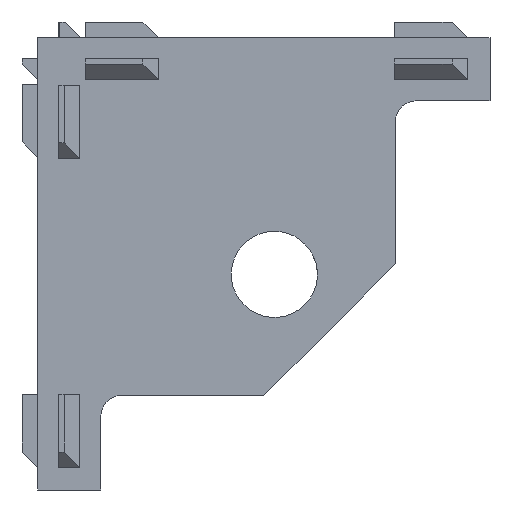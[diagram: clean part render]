
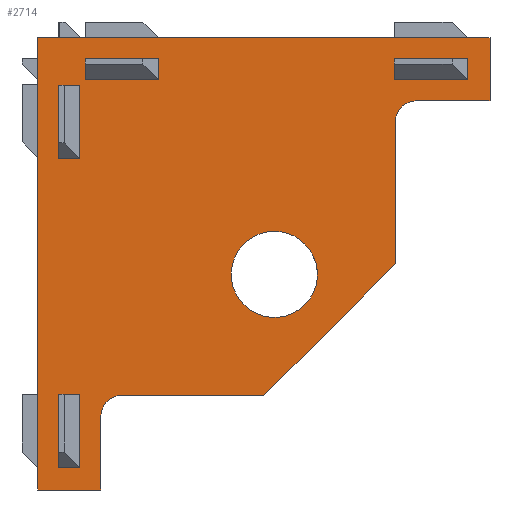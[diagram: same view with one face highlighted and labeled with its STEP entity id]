
A CAD part, left-side view. The second image highlights one B-rep face of the part: STEP entity #2714.
In plain terms, the highlighted planar face has unit normal (-1, 0, 0).
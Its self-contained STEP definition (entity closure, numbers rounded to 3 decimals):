
#35=FACE_BOUND('',#451,.T.);
#36=FACE_BOUND('',#452,.T.);
#37=FACE_BOUND('',#453,.T.);
#38=FACE_BOUND('',#454,.T.);
#39=FACE_BOUND('',#455,.T.);
#143=PLANE('',#2957);
#289=FACE_OUTER_BOUND('',#450,.T.);
#450=EDGE_LOOP('',(#2434,#2435,#2436,#2437,#2438,#2439,#2440,#2441,#2442,
#2443,#2444));
#451=EDGE_LOOP('',(#2445,#2446,#2447,#2448));
#452=EDGE_LOOP('',(#2449,#2450,#2451,#2452));
#453=EDGE_LOOP('',(#2453,#2454,#2455,#2456));
#454=EDGE_LOOP('',(#2457,#2458,#2459,#2460));
#455=EDGE_LOOP('',(#2461,#2462,#2463,#2464));
#565=LINE('',#4019,#845);
#570=LINE('',#4028,#850);
#573=LINE('',#4035,#853);
#575=LINE('',#4038,#855);
#577=LINE('',#4044,#857);
#582=LINE('',#4053,#862);
#585=LINE('',#4060,#865);
#587=LINE('',#4063,#867);
#664=LINE('',#4295,#944);
#667=LINE('',#4301,#947);
#671=LINE('',#4310,#951);
#675=LINE('',#4318,#955);
#679=LINE('',#4326,#959);
#681=LINE('',#4329,#961);
#684=LINE('',#4336,#964);
#686=LINE('',#4339,#966);
#740=LINE('',#4545,#1020);
#759=LINE('',#4583,#1039);
#769=LINE('',#4603,#1049);
#771=LINE('',#4608,#1051);
#774=LINE('',#4616,#1054);
#777=LINE('',#4620,#1057);
#781=LINE('',#4629,#1061);
#784=LINE('',#4651,#1064);
#785=LINE('',#4654,#1065);
#845=VECTOR('',#3140,1000.);
#850=VECTOR('',#3147,1000.);
#853=VECTOR('',#3154,1000.);
#855=VECTOR('',#3158,1000.);
#857=VECTOR('',#3162,1000.);
#862=VECTOR('',#3169,1000.);
#865=VECTOR('',#3176,1000.);
#867=VECTOR('',#3180,1000.);
#944=VECTOR('',#3377,1000.);
#947=VECTOR('',#3382,1000.);
#951=VECTOR('',#3388,1000.);
#955=VECTOR('',#3394,1000.);
#959=VECTOR('',#3402,1000.);
#961=VECTOR('',#3406,1000.);
#964=VECTOR('',#3413,1000.);
#966=VECTOR('',#3417,1000.);
#1020=VECTOR('',#3605,1000.);
#1039=VECTOR('',#3640,1000.);
#1049=VECTOR('',#3658,1000.);
#1051=VECTOR('',#3664,1000.);
#1054=VECTOR('',#3675,1000.);
#1057=VECTOR('',#3680,1000.);
#1061=VECTOR('',#3692,1000.);
#1064=VECTOR('',#3711,1000.);
#1065=VECTOR('',#3716,1000.);
#1073=CIRCLE('',#2747,4.1);
#1079=CIRCLE('',#2756,4.1);
#1103=CIRCLE('',#2892,4.1);
#1109=CIRCLE('',#2901,2.);
#1121=CIRCLE('',#2919,2.);
#1130=CIRCLE('',#2958,4.1);
#1159=VERTEX_POINT('',#3842);
#1160=VERTEX_POINT('',#3843);
#1171=VERTEX_POINT('',#3869);
#1172=VERTEX_POINT('',#3870);
#1214=VERTEX_POINT('',#4015);
#1216=VERTEX_POINT('',#4018);
#1219=VERTEX_POINT('',#4025);
#1221=VERTEX_POINT('',#4034);
#1222=VERTEX_POINT('',#4040);
#1224=VERTEX_POINT('',#4043);
#1227=VERTEX_POINT('',#4050);
#1229=VERTEX_POINT('',#4059);
#1283=VERTEX_POINT('',#4291);
#1285=VERTEX_POINT('',#4294);
#1287=VERTEX_POINT('',#4300);
#1289=VERTEX_POINT('',#4306);
#1291=VERTEX_POINT('',#4309);
#1294=VERTEX_POINT('',#4317);
#1296=VERTEX_POINT('',#4325);
#1298=VERTEX_POINT('',#4335);
#1332=VERTEX_POINT('',#4451);
#1333=VERTEX_POINT('',#4452);
#1348=VERTEX_POINT('',#4493);
#1349=VERTEX_POINT('',#4494);
#1356=VERTEX_POINT('',#4542);
#1357=VERTEX_POINT('',#4544);
#1368=VERTEX_POINT('',#4582);
#1374=VERTEX_POINT('',#4601);
#1375=VERTEX_POINT('',#4606);
#1376=VERTEX_POINT('',#4615);
#1378=VERTEX_POINT('',#4649);
#1406=EDGE_CURVE('',#1159,#1160,#1073,.T.);
#1418=EDGE_CURVE('',#1171,#1172,#1079,.T.);
#1471=EDGE_CURVE('',#1214,#1216,#565,.T.);
#1476=EDGE_CURVE('',#1216,#1219,#570,.T.);
#1479=EDGE_CURVE('',#1221,#1214,#573,.T.);
#1481=EDGE_CURVE('',#1219,#1221,#575,.T.);
#1483=EDGE_CURVE('',#1222,#1224,#577,.T.);
#1488=EDGE_CURVE('',#1224,#1227,#582,.T.);
#1491=EDGE_CURVE('',#1229,#1222,#585,.T.);
#1493=EDGE_CURVE('',#1227,#1229,#587,.T.);
#1591=EDGE_CURVE('',#1283,#1285,#664,.T.);
#1594=EDGE_CURVE('',#1287,#1283,#667,.T.);
#1598=EDGE_CURVE('',#1289,#1291,#671,.T.);
#1602=EDGE_CURVE('',#1291,#1294,#675,.T.);
#1606=EDGE_CURVE('',#1296,#1287,#679,.T.);
#1608=EDGE_CURVE('',#1285,#1296,#681,.T.);
#1611=EDGE_CURVE('',#1298,#1289,#684,.T.);
#1613=EDGE_CURVE('',#1294,#1298,#686,.T.);
#1660=EDGE_CURVE('',#1160,#1171,#1103,.T.);
#1668=EDGE_CURVE('',#1332,#1333,#1109,.T.);
#1688=EDGE_CURVE('',#1348,#1349,#1121,.T.);
#1702=EDGE_CURVE('',#1357,#1356,#740,.T.);
#1723=EDGE_CURVE('',#1332,#1368,#759,.T.);
#1734=EDGE_CURVE('',#1349,#1374,#769,.T.);
#1737=EDGE_CURVE('',#1374,#1375,#771,.T.);
#1742=EDGE_CURVE('',#1368,#1376,#774,.T.);
#1745=EDGE_CURVE('',#1348,#1356,#777,.T.);
#1750=EDGE_CURVE('',#1357,#1333,#781,.T.);
#1756=EDGE_CURVE('',#1375,#1378,#784,.T.);
#1758=EDGE_CURVE('',#1376,#1378,#785,.T.);
#1759=EDGE_CURVE('',#1172,#1159,#1130,.T.);
#2434=ORIENTED_EDGE('',*,*,#1756,.T.);
#2435=ORIENTED_EDGE('',*,*,#1758,.F.);
#2436=ORIENTED_EDGE('',*,*,#1742,.F.);
#2437=ORIENTED_EDGE('',*,*,#1723,.F.);
#2438=ORIENTED_EDGE('',*,*,#1668,.T.);
#2439=ORIENTED_EDGE('',*,*,#1750,.F.);
#2440=ORIENTED_EDGE('',*,*,#1702,.T.);
#2441=ORIENTED_EDGE('',*,*,#1745,.F.);
#2442=ORIENTED_EDGE('',*,*,#1688,.T.);
#2443=ORIENTED_EDGE('',*,*,#1734,.T.);
#2444=ORIENTED_EDGE('',*,*,#1737,.T.);
#2445=ORIENTED_EDGE('',*,*,#1613,.F.);
#2446=ORIENTED_EDGE('',*,*,#1602,.F.);
#2447=ORIENTED_EDGE('',*,*,#1598,.F.);
#2448=ORIENTED_EDGE('',*,*,#1611,.F.);
#2449=ORIENTED_EDGE('',*,*,#1493,.F.);
#2450=ORIENTED_EDGE('',*,*,#1488,.F.);
#2451=ORIENTED_EDGE('',*,*,#1483,.F.);
#2452=ORIENTED_EDGE('',*,*,#1491,.F.);
#2453=ORIENTED_EDGE('',*,*,#1471,.F.);
#2454=ORIENTED_EDGE('',*,*,#1479,.F.);
#2455=ORIENTED_EDGE('',*,*,#1481,.F.);
#2456=ORIENTED_EDGE('',*,*,#1476,.F.);
#2457=ORIENTED_EDGE('',*,*,#1608,.F.);
#2458=ORIENTED_EDGE('',*,*,#1591,.F.);
#2459=ORIENTED_EDGE('',*,*,#1594,.F.);
#2460=ORIENTED_EDGE('',*,*,#1606,.F.);
#2461=ORIENTED_EDGE('',*,*,#1660,.T.);
#2462=ORIENTED_EDGE('',*,*,#1418,.T.);
#2463=ORIENTED_EDGE('',*,*,#1759,.T.);
#2464=ORIENTED_EDGE('',*,*,#1406,.T.);
#2714=ADVANCED_FACE('',(#289,#35,#36,#37,#38,#39),#143,.F.);
#2747=AXIS2_PLACEMENT_3D('',#3844,#3027,#3028);
#2756=AXIS2_PLACEMENT_3D('',#3871,#3051,#3052);
#2892=AXIS2_PLACEMENT_3D('',#4434,#3519,#3520);
#2901=AXIS2_PLACEMENT_3D('',#4453,#3539,#3540);
#2919=AXIS2_PLACEMENT_3D('',#4495,#3583,#3584);
#2957=AXIS2_PLACEMENT_3D('',#4653,#3714,#3715);
#2958=AXIS2_PLACEMENT_3D('',#4655,#3717,#3718);
#3027=DIRECTION('center_axis',(1.,0.,0.));
#3028=DIRECTION('ref_axis',(0.,1.,0.));
#3051=DIRECTION('center_axis',(1.,0.,0.));
#3052=DIRECTION('ref_axis',(0.,1.,0.));
#3140=DIRECTION('',(0.,0.,1.));
#3147=DIRECTION('',(0.,1.,0.));
#3154=DIRECTION('',(0.,-1.,0.));
#3158=DIRECTION('',(0.,0.,-1.));
#3162=DIRECTION('',(0.,0.,1.));
#3169=DIRECTION('',(0.,1.,0.));
#3176=DIRECTION('',(0.,-1.,0.));
#3180=DIRECTION('',(0.,0.,-1.));
#3377=DIRECTION('',(0.,1.,0.));
#3382=DIRECTION('',(0.,0.,1.));
#3388=DIRECTION('',(0.,0.,1.));
#3394=DIRECTION('',(0.,1.,0.));
#3402=DIRECTION('',(0.,-1.,0.));
#3406=DIRECTION('',(0.,0.,-1.));
#3413=DIRECTION('',(0.,-1.,0.));
#3417=DIRECTION('',(0.,0.,-1.));
#3519=DIRECTION('center_axis',(1.,0.,0.));
#3520=DIRECTION('ref_axis',(0.,1.,0.));
#3539=DIRECTION('center_axis',(1.,0.,0.));
#3540=DIRECTION('ref_axis',(0.,1.,0.));
#3583=DIRECTION('center_axis',(1.,0.,0.));
#3584=DIRECTION('ref_axis',(0.,1.,0.));
#3605=DIRECTION('',(0.,0.707,0.707));
#3640=DIRECTION('',(0.,-1.,0.));
#3658=DIRECTION('',(0.,0.,1.));
#3664=DIRECTION('',(0.,1.,0.));
#3675=DIRECTION('',(0.,0.,-1.));
#3680=DIRECTION('',(0.,-1.,0.));
#3692=DIRECTION('',(0.,0.,-1.));
#3711=DIRECTION('',(0.,0.,-1.));
#3714=DIRECTION('center_axis',(1.,0.,0.));
#3715=DIRECTION('ref_axis',(0.,1.,0.));
#3716=DIRECTION('',(0.,1.,0.));
#3717=DIRECTION('center_axis',(1.,0.,0.));
#3718=DIRECTION('ref_axis',(0.,1.,0.));
#3842=CARTESIAN_POINT('',(-21.5,3.1,44.));
#3843=CARTESIAN_POINT('',(-21.5,1.899,46.899));
#3844=CARTESIAN_POINT('Origin',(-21.5,-1.,44.));
#3869=CARTESIAN_POINT('',(-21.5,-3.899,46.899));
#3870=CARTESIAN_POINT('',(-21.5,-3.899,41.101));
#3871=CARTESIAN_POINT('Origin',(-21.5,-1.,44.));
#4015=CARTESIAN_POINT('',(-21.5,-19.4,23.5));
#4018=CARTESIAN_POINT('',(-21.5,-19.4,25.5));
#4019=CARTESIAN_POINT('',(-21.5,-19.4,25.5));
#4025=CARTESIAN_POINT('',(-21.5,-12.4,25.5));
#4028=CARTESIAN_POINT('',(-21.5,-19.4,25.5));
#4034=CARTESIAN_POINT('',(-21.5,-12.4,23.5));
#4035=CARTESIAN_POINT('',(-21.5,-19.4,23.5));
#4038=CARTESIAN_POINT('',(-21.5,-12.4,25.5));
#4040=CARTESIAN_POINT('',(-21.5,17.5,55.4));
#4043=CARTESIAN_POINT('',(-21.5,17.5,62.4));
#4044=CARTESIAN_POINT('',(-21.5,17.5,62.4));
#4050=CARTESIAN_POINT('',(-21.5,19.5,62.4));
#4053=CARTESIAN_POINT('',(-21.5,19.5,62.4));
#4059=CARTESIAN_POINT('',(-21.5,19.5,55.4));
#4060=CARTESIAN_POINT('',(-21.5,19.5,55.4));
#4063=CARTESIAN_POINT('',(-21.5,19.5,62.4));
#4291=CARTESIAN_POINT('',(-21.5,10.,25.5));
#4294=CARTESIAN_POINT('',(-21.5,17.,25.5));
#4295=CARTESIAN_POINT('',(-21.5,17.,25.5));
#4300=CARTESIAN_POINT('',(-21.5,10.,23.5));
#4301=CARTESIAN_POINT('',(-21.5,10.,25.5));
#4306=CARTESIAN_POINT('',(-21.5,17.5,26.));
#4309=CARTESIAN_POINT('',(-21.5,17.5,33.));
#4310=CARTESIAN_POINT('',(-21.5,17.5,33.));
#4317=CARTESIAN_POINT('',(-21.5,19.5,33.));
#4318=CARTESIAN_POINT('',(-21.5,19.5,33.));
#4325=CARTESIAN_POINT('',(-21.5,17.,23.5));
#4326=CARTESIAN_POINT('',(-21.5,17.,23.5));
#4329=CARTESIAN_POINT('',(-21.5,17.,25.5));
#4335=CARTESIAN_POINT('',(-21.5,19.5,26.));
#4336=CARTESIAN_POINT('',(-21.5,19.5,26.));
#4339=CARTESIAN_POINT('',(-21.5,19.5,33.));
#4434=CARTESIAN_POINT('Origin',(-21.5,-1.,44.));
#4451=CARTESIAN_POINT('',(-21.5,-14.5,27.5));
#4452=CARTESIAN_POINT('',(-21.5,-12.5,29.5));
#4453=CARTESIAN_POINT('Origin',(-21.5,-14.5,29.5));
#4493=CARTESIAN_POINT('',(-21.5,13.5,55.5));
#4494=CARTESIAN_POINT('',(-21.5,15.5,57.5));
#4495=CARTESIAN_POINT('Origin',(-21.5,13.5,57.5));
#4542=CARTESIAN_POINT('',(-21.5,0.,55.5));
#4544=CARTESIAN_POINT('',(-21.5,-12.5,43.));
#4545=CARTESIAN_POINT('',(-21.5,-12.5,43.));
#4582=CARTESIAN_POINT('',(-21.5,-21.5,27.5));
#4583=CARTESIAN_POINT('',(-21.5,-12.5,27.5));
#4601=CARTESIAN_POINT('',(-21.5,15.5,64.5));
#4603=CARTESIAN_POINT('',(-21.5,15.5,55.5));
#4606=CARTESIAN_POINT('',(-21.5,21.5,64.5));
#4608=CARTESIAN_POINT('',(-21.5,-21.5,64.5));
#4615=CARTESIAN_POINT('',(-21.5,-21.5,21.5));
#4616=CARTESIAN_POINT('',(-21.5,-21.5,21.5));
#4620=CARTESIAN_POINT('',(-21.5,0.,55.5));
#4629=CARTESIAN_POINT('',(-21.5,-12.5,43.));
#4649=CARTESIAN_POINT('',(-21.5,21.5,21.5));
#4651=CARTESIAN_POINT('',(-21.5,21.5,21.5));
#4653=CARTESIAN_POINT('Origin',(-21.5,-21.5,21.5));
#4654=CARTESIAN_POINT('',(-21.5,-21.5,21.5));
#4655=CARTESIAN_POINT('Origin',(-21.5,-1.,44.));
